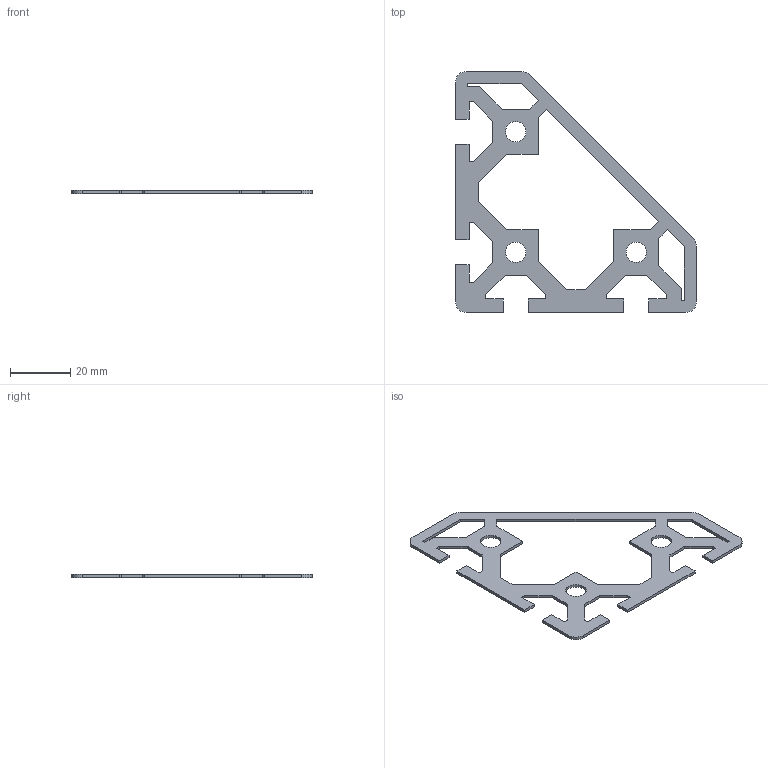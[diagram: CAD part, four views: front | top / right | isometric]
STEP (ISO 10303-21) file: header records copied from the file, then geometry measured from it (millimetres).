
FILE_DESCRIPTION((''),'2;1');
FILE_NAME('SP805_extern.ipt.step','2007-09-10T15:12:09',(''),(''),'Autodesk Inventor 11','Autodesk Inventor 11','');
FILE_SCHEMA(('AUTOMOTIVE_DESIGN { 1 0 10303 214 1 1 1 1 }'));
Length unit declared in the file: millimetre
Products named in the file (1): SP805_extern
Bounding box: 80 x 80 x 1 mm (x, y, z)
Volume: 2110.6 mm3; surface area: 5032.4 mm2
Topology: 1 solids, 1 shells, 84 faces, 249 edges, 167 vertices
Faces by surface type: plane 69, bspline 10, cylinder 5
Entity records: 2817 total; most frequent: CARTESIAN_POINT 564, ORIENTED_EDGE 486, DIRECTION 409, EDGE_CURVE 243, VECTOR 227, LINE 227, VERTEX_POINT 164, EDGE_LOOP 99
